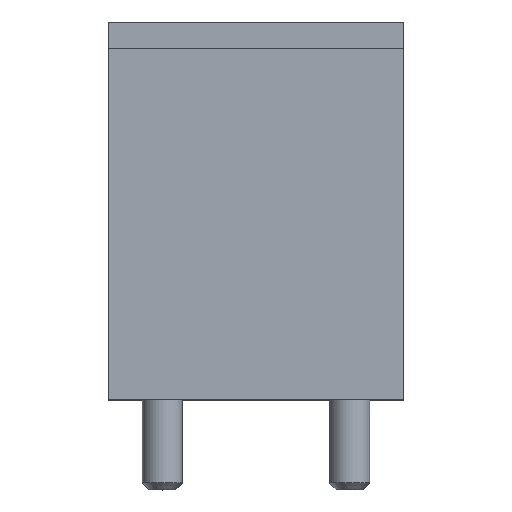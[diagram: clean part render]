
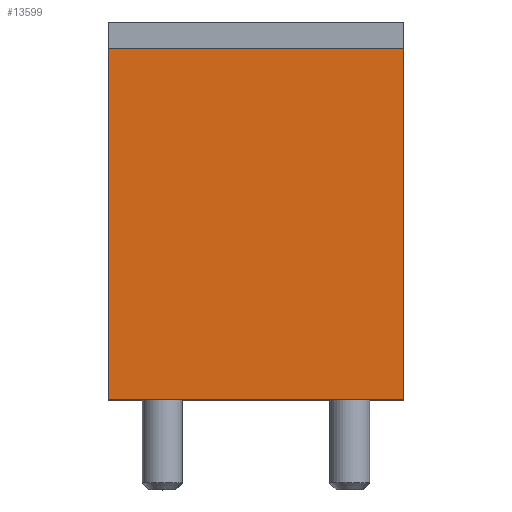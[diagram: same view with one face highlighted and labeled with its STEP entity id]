
A CAD part, top view. The second image highlights one B-rep face of the part: STEP entity #13599.
In plain terms, the highlighted planar face has unit normal (0, 0, 1).
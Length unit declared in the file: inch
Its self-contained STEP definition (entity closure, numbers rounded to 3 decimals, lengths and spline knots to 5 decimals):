
#464 = CARTESIAN_POINT ( 'NONE',  ( -1.75, 5.975, 1.398 ) ) ;
#497 = CARTESIAN_POINT ( 'NONE',  ( -2.57, 5., 1.398 ) ) ;
#997 = VECTOR ( 'NONE', #6994, 39.37008 ) ;
#1502 = VERTEX_POINT ( 'NONE', #497 ) ;
#1650 = EDGE_CURVE ( 'NONE', #4202, #1856, #10355, .T. ) ;
#1856 = VERTEX_POINT ( 'NONE', #14962 ) ;
#1926 = EDGE_LOOP ( 'NONE', ( #5552, #8140, #9389, #12873 ) ) ;
#2114 = CARTESIAN_POINT ( 'NONE',  ( -2.57, 5., 1.398 ) ) ;
#2431 = DIRECTION ( 'NONE',  ( 0., 0., 1. ) ) ;
#2849 = CARTESIAN_POINT ( 'NONE',  ( -2.57, 5.975, 1.398 ) ) ;
#4202 = VERTEX_POINT ( 'NONE', #11029 ) ;
#4464 = FACE_OUTER_BOUND ( 'NONE', #1926, .T. ) ;
#4644 = DIRECTION ( 'NONE',  ( 1., 0., 0. ) ) ;
#5035 = VERTEX_POINT ( 'NONE', #9694 ) ;
#5552 = ORIENTED_EDGE ( 'NONE', *, *, #5970, .F. ) ;
#5970 = EDGE_CURVE ( 'NONE', #1856, #5035, #10241, .T. ) ;
#6934 = CARTESIAN_POINT ( 'NONE',  ( -2.57, 5.975, 1.398 ) ) ;
#6994 = DIRECTION ( 'NONE',  ( 0., -1., 0. ) ) ;
#7151 = DIRECTION ( 'NONE',  ( 0., -1., 0. ) ) ;
#7278 = VECTOR ( 'NONE', #4644, 39.37008 ) ;
#8140 = ORIENTED_EDGE ( 'NONE', *, *, #1650, .F. ) ;
#9219 = CARTESIAN_POINT ( 'NONE',  ( -2.57, 5.975, 1.398 ) ) ;
#9389 = ORIENTED_EDGE ( 'NONE', *, *, #13517, .T. ) ;
#9694 = CARTESIAN_POINT ( 'NONE',  ( -1.75, 5., 1.398 ) ) ;
#9886 = VECTOR ( 'NONE', #7151, 39.37008 ) ;
#10241 = LINE ( 'NONE', #464, #9886 ) ;
#10258 = AXIS2_PLACEMENT_3D ( 'NONE', #6934, #2431, #15029 ) ;
#10355 = LINE ( 'NONE', #2849, #7278 ) ;
#10987 = EDGE_CURVE ( 'NONE', #1502, #5035, #13040, .T. ) ;
#11029 = CARTESIAN_POINT ( 'NONE',  ( -2.57, 5.975, 1.398 ) ) ;
#11998 = PLANE ( 'NONE',  #10258 ) ;
#12604 = DIRECTION ( 'NONE',  ( 1., 0., 0. ) ) ;
#12873 = ORIENTED_EDGE ( 'NONE', *, *, #10987, .T. ) ;
#13040 = LINE ( 'NONE', #2114, #13413 ) ;
#13336 = LINE ( 'NONE', #9219, #997 ) ;
#13413 = VECTOR ( 'NONE', #12604, 39.37008 ) ;
#13517 = EDGE_CURVE ( 'NONE', #4202, #1502, #13336, .T. ) ;
#13599 = ADVANCED_FACE ( 'NONE', ( #4464 ), #11998, .T. ) ;
#14962 = CARTESIAN_POINT ( 'NONE',  ( -1.75, 5.975, 1.398 ) ) ;
#15029 = DIRECTION ( 'NONE',  ( -1., 0., 0. ) ) ;
